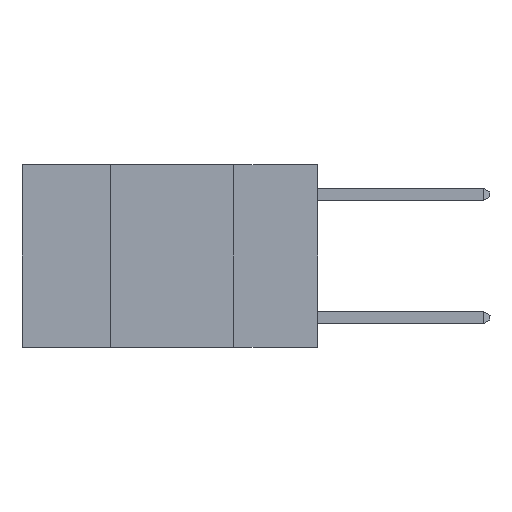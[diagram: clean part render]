
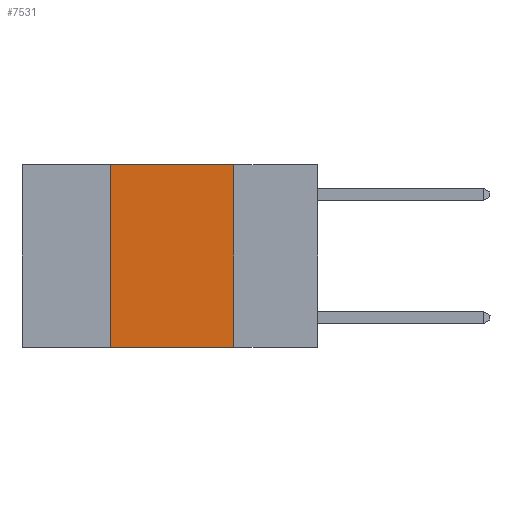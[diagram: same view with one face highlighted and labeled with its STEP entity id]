
A CAD part, left-side view. The second image highlights one B-rep face of the part: STEP entity #7531.
In plain terms, the highlighted planar face has unit normal (-1, 0, 0).
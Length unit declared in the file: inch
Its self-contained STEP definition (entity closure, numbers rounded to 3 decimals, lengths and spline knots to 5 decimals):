
#508 = EDGE_LOOP ( 'NONE', ( #5617, #2103, #7627, #6266 ) ) ;
#534 = DIRECTION ( 'NONE',  ( 1., 0., 0. ) ) ;
#860 = EDGE_CURVE ( 'NONE', #3780, #3582, #1286, .T. ) ;
#1070 = VERTEX_POINT ( 'NONE', #8103 ) ;
#1286 = LINE ( 'NONE', #4390, #8561 ) ;
#2103 = ORIENTED_EDGE ( 'NONE', *, *, #4099, .F. ) ;
#2290 = FACE_OUTER_BOUND ( 'NONE', #508, .T. ) ;
#2477 = CARTESIAN_POINT ( 'NONE',  ( 0., 0.6, -0.37 ) ) ;
#2864 = VECTOR ( 'NONE', #6988, 39.37008 ) ;
#3360 = CARTESIAN_POINT ( 'NONE',  ( 0., 0.42, 0. ) ) ;
#3534 = CARTESIAN_POINT ( 'NONE',  ( 0., 0.42, 0. ) ) ;
#3582 = VERTEX_POINT ( 'NONE', #5308 ) ;
#3780 = VERTEX_POINT ( 'NONE', #7512 ) ;
#4099 = EDGE_CURVE ( 'NONE', #8874, #3780, #5956, .T. ) ;
#4107 = DIRECTION ( 'NONE',  ( 0., 0., -1. ) ) ;
#4390 = CARTESIAN_POINT ( 'NONE',  ( 0., 0.17, 0. ) ) ;
#4554 = EDGE_CURVE ( 'NONE', #1070, #8874, #6779, .T. ) ;
#4630 = VECTOR ( 'NONE', #7317, 39.37008 ) ;
#4734 = CARTESIAN_POINT ( 'NONE',  ( 0., 0.6, 0. ) ) ;
#4835 = EDGE_CURVE ( 'NONE', #1070, #3582, #6058, .T. ) ;
#5308 = CARTESIAN_POINT ( 'NONE',  ( 0., 0.17, -0.37 ) ) ;
#5376 = PLANE ( 'NONE',  #8361 ) ;
#5435 = DIRECTION ( 'NONE',  ( 0., 0., -1. ) ) ;
#5617 = ORIENTED_EDGE ( 'NONE', *, *, #860, .F. ) ;
#5956 = LINE ( 'NONE', #7861, #7529 ) ;
#6058 = LINE ( 'NONE', #2477, #4630 ) ;
#6266 = ORIENTED_EDGE ( 'NONE', *, *, #4835, .T. ) ;
#6779 = LINE ( 'NONE', #3534, #2864 ) ;
#6988 = DIRECTION ( 'NONE',  ( 0., 0., 1. ) ) ;
#7317 = DIRECTION ( 'NONE',  ( 0., -1., 0. ) ) ;
#7512 = CARTESIAN_POINT ( 'NONE',  ( 0., 0.17, 0. ) ) ;
#7529 = VECTOR ( 'NONE', #8483, 39.37008 ) ;
#7531 = ADVANCED_FACE ( 'NONE', ( #2290 ), #5376, .F. ) ;
#7627 = ORIENTED_EDGE ( 'NONE', *, *, #4554, .F. ) ;
#7861 = CARTESIAN_POINT ( 'NONE',  ( 0., 0.6, 0. ) ) ;
#8103 = CARTESIAN_POINT ( 'NONE',  ( 0., 0.42, -0.37 ) ) ;
#8361 = AXIS2_PLACEMENT_3D ( 'NONE', #4734, #534, #5435 ) ;
#8483 = DIRECTION ( 'NONE',  ( 0., -1., 0. ) ) ;
#8561 = VECTOR ( 'NONE', #4107, 39.37008 ) ;
#8874 = VERTEX_POINT ( 'NONE', #3360 ) ;
